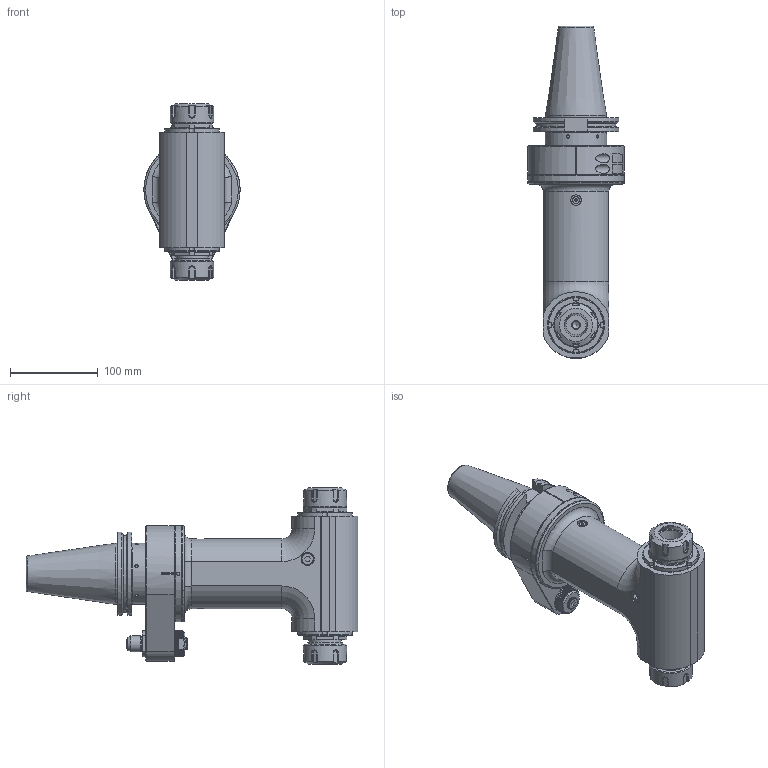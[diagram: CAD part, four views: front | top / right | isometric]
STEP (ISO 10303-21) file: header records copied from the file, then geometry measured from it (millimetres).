
FILE_DESCRIPTION(/* description */ (''),/* implementation_level */ '2;1');
FILE_NAME(/* name */ '9.G90.20L0D-15C50.stp',/* time_stamp */ '2022-11-04T08:39:52-04:00',/* author */ ('jkrenzer'),/* organization */ (''),/* preprocessor_version */ 'ST-DEVELOPER v18',/* originating_system */ 'Autodesk Inventor 2020',/* authorisation */ '');
FILE_SCHEMA (('AUTOMOTIVE_DESIGN { 1 0 10303 214 3 1 1 }'));
Length unit declared in the file: millimetre
Products named in the file (2): 9.G90.20L0D-15C50; G90-20LD
Assembly tree (1 placements, depth 2):
  9.G90.20L0D-15C50
    G90-20LD
Bounding box: 110 x 379.3 x 202 mm (x, y, z)
Volume: 1630283.4 mm3; surface area: 314879.1 mm2
Topology: 3 solids, 13 shells, 1534 faces, 4233 edges, 2797 vertices
Faces by surface type: plane 700, cylinder 318, bspline 251, cone 222, torus 43
Full cylindrical faces by diameter (mm): 3 x8, 3.3 x11, 4 x5, 4.2 x6, 5 x9, 5.5 x1, 5.8 x2, 6 x4, 6.8 x1, 7 x3, 8 x2, 8.5 x5, 9 x2, 9.2 x2, 10 x3, 10.5 x2, 11 x1, 12 x3, 12.8 x2, 13 x2, 14 x3, 15 x1, 15.2 x1, 17 x1, 18 x4, 19 x1, 21.96 x1, 23 x2, 25 x2, 26.16 x1
Entity records: 61356 total; most frequent: CARTESIAN_POINT 22880, ORIENTED_EDGE 8436, DIRECTION 7588, EDGE_CURVE 4218, AXIS2_PLACEMENT_3D 2811, VERTEX_POINT 2797, LINE 1966, VECTOR 1966
